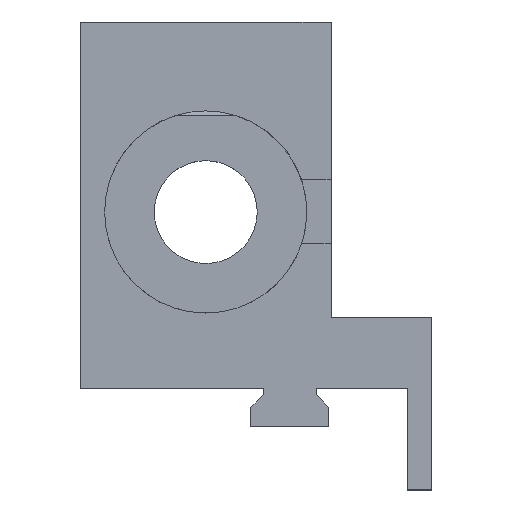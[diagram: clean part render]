
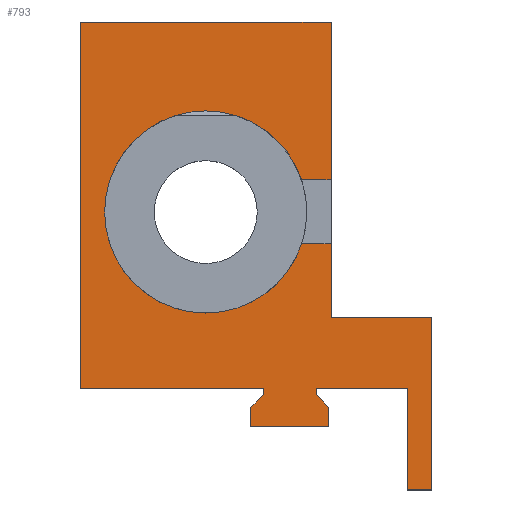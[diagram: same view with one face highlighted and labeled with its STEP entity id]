
A CAD part, top view. The second image highlights one B-rep face of the part: STEP entity #793.
In plain terms, the highlighted planar face has unit normal (0, 0, 1).
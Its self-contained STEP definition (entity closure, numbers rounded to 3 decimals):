
#44=PLANE('',#863);
#79=FACE_OUTER_BOUND('',#124,.T.);
#124=EDGE_LOOP('',(#635,#636,#637,#638,#639,#640,#641,#642,#643,#644,#645,
#646,#647,#648,#649,#650,#651,#652,#653,#654,#655,#656,#657,#658,#659));
#157=LINE('',#1140,#244);
#161=LINE('',#1147,#248);
#164=LINE('',#1153,#251);
#167=LINE('',#1159,#254);
#170=LINE('',#1167,#257);
#174=LINE('',#1174,#261);
#176=LINE('',#1177,#263);
#179=LINE('',#1183,#266);
#180=LINE('',#1186,#267);
#188=LINE('',#1204,#275);
#190=LINE('',#1209,#277);
#199=LINE('',#1281,#286);
#204=LINE('',#1290,#291);
#207=LINE('',#1296,#294);
#209=LINE('',#1299,#296);
#212=LINE('',#1306,#299);
#213=LINE('',#1308,#300);
#214=LINE('',#1309,#301);
#215=LINE('',#1310,#302);
#244=VECTOR('',#912,10.);
#248=VECTOR('',#918,10.);
#251=VECTOR('',#923,10.);
#254=VECTOR('',#928,10.);
#257=VECTOR('',#933,10.);
#261=VECTOR('',#939,10.);
#263=VECTOR('',#943,10.);
#266=VECTOR('',#948,10.);
#267=VECTOR('',#951,10.);
#275=VECTOR('',#965,10.);
#277=VECTOR('',#969,10.);
#286=VECTOR('',#1004,10.);
#291=VECTOR('',#1011,10.);
#294=VECTOR('',#1016,10.);
#296=VECTOR('',#1020,10.);
#299=VECTOR('',#1029,10.);
#300=VECTOR('',#1030,10.);
#301=VECTOR('',#1031,10.);
#302=VECTOR('',#1032,10.);
#328=CIRCLE('',#832,12.625);
#331=CIRCLE('',#848,12.625);
#333=CIRCLE('',#850,12.625);
#334=CIRCLE('',#851,12.625);
#336=CIRCLE('',#853,12.625);
#340=CIRCLE('',#864,12.625);
#354=VERTEX_POINT('',#1128);
#355=VERTEX_POINT('',#1130);
#358=VERTEX_POINT('',#1137);
#359=VERTEX_POINT('',#1139);
#361=VERTEX_POINT('',#1145);
#363=VERTEX_POINT('',#1151);
#365=VERTEX_POINT('',#1157);
#368=VERTEX_POINT('',#1164);
#369=VERTEX_POINT('',#1166);
#371=VERTEX_POINT('',#1172);
#373=VERTEX_POINT('',#1181);
#374=VERTEX_POINT('',#1185);
#380=VERTEX_POINT('',#1200);
#381=VERTEX_POINT('',#1202);
#382=VERTEX_POINT('',#1206);
#383=VERTEX_POINT('',#1208);
#386=VERTEX_POINT('',#1215);
#389=VERTEX_POINT('',#1224);
#392=VERTEX_POINT('',#1230);
#396=VERTEX_POINT('',#1277);
#398=VERTEX_POINT('',#1280);
#401=VERTEX_POINT('',#1288);
#403=VERTEX_POINT('',#1294);
#404=VERTEX_POINT('',#1305);
#405=VERTEX_POINT('',#1307);
#428=EDGE_CURVE('',#355,#354,#328,.T.);
#432=EDGE_CURVE('',#359,#358,#157,.T.);
#436=EDGE_CURVE('',#358,#361,#161,.T.);
#439=EDGE_CURVE('',#361,#363,#164,.T.);
#442=EDGE_CURVE('',#363,#365,#167,.T.);
#445=EDGE_CURVE('',#369,#368,#170,.T.);
#449=EDGE_CURVE('',#368,#371,#174,.T.);
#451=EDGE_CURVE('',#371,#359,#176,.T.);
#454=EDGE_CURVE('',#373,#365,#179,.T.);
#455=EDGE_CURVE('',#369,#374,#180,.T.);
#464=EDGE_CURVE('',#380,#381,#188,.T.);
#466=EDGE_CURVE('',#383,#382,#190,.T.);
#470=EDGE_CURVE('',#354,#386,#331,.T.);
#474=EDGE_CURVE('',#382,#355,#333,.T.);
#475=EDGE_CURVE('',#389,#380,#334,.T.);
#479=EDGE_CURVE('',#386,#392,#336,.T.);
#486=EDGE_CURVE('',#398,#396,#199,.T.);
#491=EDGE_CURVE('',#373,#401,#204,.T.);
#494=EDGE_CURVE('',#401,#403,#207,.T.);
#496=EDGE_CURVE('',#403,#398,#209,.T.);
#499=EDGE_CURVE('',#392,#389,#340,.T.);
#500=EDGE_CURVE('',#404,#381,#212,.T.);
#501=EDGE_CURVE('',#404,#405,#213,.T.);
#502=EDGE_CURVE('',#405,#374,#214,.T.);
#503=EDGE_CURVE('',#383,#396,#215,.T.);
#635=ORIENTED_EDGE('',*,*,#466,.T.);
#636=ORIENTED_EDGE('',*,*,#474,.T.);
#637=ORIENTED_EDGE('',*,*,#428,.T.);
#638=ORIENTED_EDGE('',*,*,#470,.T.);
#639=ORIENTED_EDGE('',*,*,#479,.T.);
#640=ORIENTED_EDGE('',*,*,#499,.T.);
#641=ORIENTED_EDGE('',*,*,#475,.T.);
#642=ORIENTED_EDGE('',*,*,#464,.T.);
#643=ORIENTED_EDGE('',*,*,#500,.F.);
#644=ORIENTED_EDGE('',*,*,#501,.T.);
#645=ORIENTED_EDGE('',*,*,#502,.T.);
#646=ORIENTED_EDGE('',*,*,#455,.F.);
#647=ORIENTED_EDGE('',*,*,#445,.T.);
#648=ORIENTED_EDGE('',*,*,#449,.T.);
#649=ORIENTED_EDGE('',*,*,#451,.T.);
#650=ORIENTED_EDGE('',*,*,#432,.T.);
#651=ORIENTED_EDGE('',*,*,#436,.T.);
#652=ORIENTED_EDGE('',*,*,#439,.T.);
#653=ORIENTED_EDGE('',*,*,#442,.T.);
#654=ORIENTED_EDGE('',*,*,#454,.F.);
#655=ORIENTED_EDGE('',*,*,#491,.T.);
#656=ORIENTED_EDGE('',*,*,#494,.T.);
#657=ORIENTED_EDGE('',*,*,#496,.T.);
#658=ORIENTED_EDGE('',*,*,#486,.T.);
#659=ORIENTED_EDGE('',*,*,#503,.F.);
#793=ADVANCED_FACE('',(#79),#44,.T.);
#832=AXIS2_PLACEMENT_3D('',#1131,#905,#906);
#848=AXIS2_PLACEMENT_3D('',#1217,#976,#977);
#850=AXIS2_PLACEMENT_3D('',#1223,#982,#983);
#851=AXIS2_PLACEMENT_3D('',#1225,#984,#985);
#853=AXIS2_PLACEMENT_3D('',#1232,#990,#991);
#863=AXIS2_PLACEMENT_3D('',#1303,#1025,#1026);
#864=AXIS2_PLACEMENT_3D('',#1304,#1027,#1028);
#905=DIRECTION('center_axis',(0.,0.,
-1.));
#906=DIRECTION('ref_axis',(1.,0.,0.));
#912=DIRECTION('',(1.,0.,0.));
#918=DIRECTION('',(0.,1.,0.));
#923=DIRECTION('',(-0.707,0.707,0.));
#928=DIRECTION('',(0.,1.,0.));
#933=DIRECTION('',(0.,-1.,0.));
#939=DIRECTION('',(-0.707,-0.707,0.));
#943=DIRECTION('',(0.,-1.,0.));
#948=DIRECTION('',(-1.,0.,0.));
#951=DIRECTION('',(-1.,0.,0.));
#965=DIRECTION('',(1.,0.,0.));
#969=DIRECTION('',(-1.,0.,0.));
#976=DIRECTION('center_axis',(0.,0.,
-1.));
#977=DIRECTION('ref_axis',(1.,0.,0.));
#982=DIRECTION('center_axis',(0.,0.,
-1.));
#983=DIRECTION('ref_axis',(1.,0.,0.));
#984=DIRECTION('center_axis',(0.,0.,
-1.));
#985=DIRECTION('ref_axis',(1.,0.,0.));
#990=DIRECTION('center_axis',(0.,0.,
-1.));
#991=DIRECTION('ref_axis',(1.,0.,0.));
#1004=DIRECTION('',(-1.,0.,0.));
#1011=DIRECTION('',(0.,-1.,0.));
#1016=DIRECTION('',(1.,0.,0.));
#1020=DIRECTION('',(0.,1.,0.));
#1025=DIRECTION('center_axis',(0.,0.,
1.));
#1026=DIRECTION('ref_axis',(-1.,0.,0.));
#1027=DIRECTION('center_axis',(0.,0.,
-1.));
#1028=DIRECTION('ref_axis',(1.,0.,0.));
#1029=DIRECTION('',(0.,-1.,0.));
#1030=DIRECTION('',(-1.,0.,0.));
#1031=DIRECTION('',(0.,-1.,0.));
#1032=DIRECTION('',(0.,-1.,0.));
#1128=CARTESIAN_POINT('',(31.399,-18.117,80.385));
#1130=CARTESIAN_POINT('',(39.201,-18.117,80.385));
#1131=CARTESIAN_POINT('Origin',(35.3,-6.11,80.385));
#1137=CARTESIAN_POINT('',(50.675,-32.91,80.385));
#1139=CARTESIAN_POINT('',(40.925,-32.91,80.385));
#1140=CARTESIAN_POINT('',(40.925,-32.91,80.385));
#1145=CARTESIAN_POINT('',(50.675,-30.51,80.385));
#1147=CARTESIAN_POINT('',(50.675,-32.91,80.385));
#1151=CARTESIAN_POINT('',(49.075,-28.91,80.385));
#1153=CARTESIAN_POINT('',(50.675,-30.51,80.385));
#1157=CARTESIAN_POINT('',(49.075,-28.11,80.385));
#1159=CARTESIAN_POINT('',(49.075,-28.91,80.385));
#1164=CARTESIAN_POINT('',(42.525,-28.91,80.385));
#1166=CARTESIAN_POINT('',(42.525,-28.11,80.385));
#1167=CARTESIAN_POINT('',(42.525,-28.11,80.385));
#1172=CARTESIAN_POINT('',(40.925,-30.51,80.385));
#1174=CARTESIAN_POINT('',(42.525,-28.91,80.385));
#1177=CARTESIAN_POINT('',(40.925,-30.51,80.385));
#1181=CARTESIAN_POINT('',(60.5,-28.11,80.385));
#1183=CARTESIAN_POINT('',(60.5,-28.11,80.385));
#1185=CARTESIAN_POINT('',(19.65,-28.11,80.385));
#1186=CARTESIAN_POINT('',(60.5,-28.11,80.385));
#1200=CARTESIAN_POINT('',(47.263,-2.075,80.385));
#1202=CARTESIAN_POINT('',(50.95,-2.075,80.385));
#1204=CARTESIAN_POINT('',(50.95,-2.075,80.385));
#1206=CARTESIAN_POINT('',(47.286,-10.075,80.385));
#1208=CARTESIAN_POINT('',(50.95,-10.075,80.385));
#1209=CARTESIAN_POINT('',(50.95,-10.075,80.385));
#1215=CARTESIAN_POINT('',(22.675,-6.11,80.385));
#1217=CARTESIAN_POINT('Origin',(35.3,-6.11,80.385));
#1223=CARTESIAN_POINT('Origin',(35.3,-6.11,80.385));
#1224=CARTESIAN_POINT('',(39.201,5.897,80.385));
#1225=CARTESIAN_POINT('Origin',(35.3,-6.11,80.385));
#1230=CARTESIAN_POINT('',(31.399,5.897,80.385));
#1232=CARTESIAN_POINT('Origin',(35.3,-6.11,80.385));
#1277=CARTESIAN_POINT('',(50.95,-19.235,80.385));
#1280=CARTESIAN_POINT('',(63.5,-19.235,80.385));
#1281=CARTESIAN_POINT('',(63.5,-19.235,80.385));
#1288=CARTESIAN_POINT('',(60.5,-40.81,80.385));
#1290=CARTESIAN_POINT('',(60.5,-28.11,80.385));
#1294=CARTESIAN_POINT('',(63.5,-40.81,80.385));
#1296=CARTESIAN_POINT('',(60.5,-40.81,80.385));
#1299=CARTESIAN_POINT('',(63.5,-40.81,80.385));
#1303=CARTESIAN_POINT('Origin',(50.95,-21.76,80.385));
#1304=CARTESIAN_POINT('Origin',(35.3,-6.11,80.385));
#1305=CARTESIAN_POINT('',(50.95,17.61,80.385));
#1306=CARTESIAN_POINT('',(50.95,-21.76,80.385));
#1307=CARTESIAN_POINT('',(19.65,17.61,80.385));
#1308=CARTESIAN_POINT('',(50.95,17.61,80.385));
#1309=CARTESIAN_POINT('',(19.65,-21.76,80.385));
#1310=CARTESIAN_POINT('',(50.95,-21.76,80.385));
